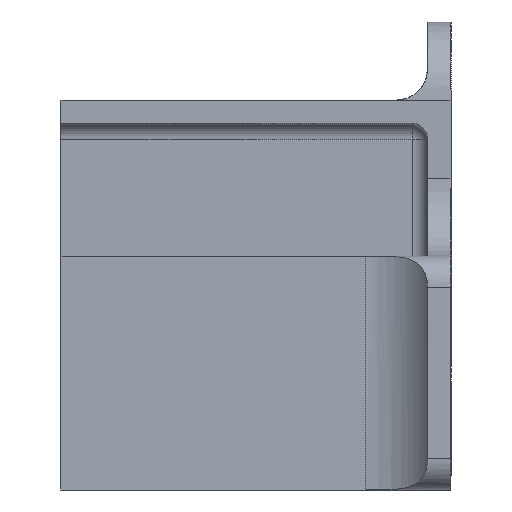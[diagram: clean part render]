
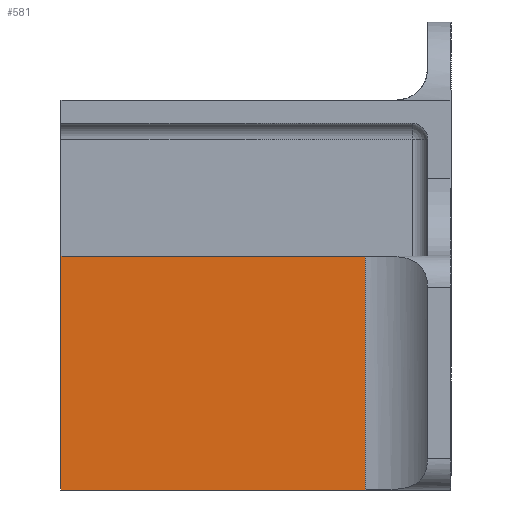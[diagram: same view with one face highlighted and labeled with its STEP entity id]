
A CAD part, left-side view. The second image highlights one B-rep face of the part: STEP entity #581.
In plain terms, the highlighted planar face has unit normal (-1, 0, 0).
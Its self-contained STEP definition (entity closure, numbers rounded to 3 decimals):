
#1 = CARTESIAN_POINT ( 'NONE',  ( 0., 0., 30. ) ) ;
#16 = VECTOR ( 'NONE', #367, 1000. ) ;
#23 = DIRECTION ( 'NONE',  ( 0., 0., -1. ) ) ;
#27 = FACE_OUTER_BOUND ( 'NONE', #215, .T. ) ;
#36 = EDGE_CURVE ( 'NONE', #1101, #1111, #1343, .T. ) ;
#72 = DIRECTION ( 'NONE',  ( 0., 1., 0. ) ) ;
#190 = LINE ( 'NONE', #1390, #457 ) ;
#215 = EDGE_LOOP ( 'NONE', ( #454, #952, #1333, #1066 ) ) ;
#231 = VERTEX_POINT ( 'NONE', #1161 ) ;
#256 = DIRECTION ( 'NONE',  ( 0., -1., 0. ) ) ;
#367 = DIRECTION ( 'NONE',  ( 0., 1., 0. ) ) ;
#410 = EDGE_CURVE ( 'NONE', #1111, #1186, #1278, .T. ) ;
#454 = ORIENTED_EDGE ( 'NONE', *, *, #757, .F. ) ;
#457 = VECTOR ( 'NONE', #72, 1000. ) ;
#515 = PLANE ( 'NONE',  #898 ) ;
#535 = CARTESIAN_POINT ( 'NONE',  ( 0., 50., 30. ) ) ;
#581 = ADVANCED_FACE ( 'NONE', ( #27 ), #515, .T. ) ;
#584 = LINE ( 'NONE', #1088, #1264 ) ;
#709 = CARTESIAN_POINT ( 'NONE',  ( 0., 11., 30. ) ) ;
#743 = CARTESIAN_POINT ( 'NONE',  ( 0., 50., 30. ) ) ;
#757 = EDGE_CURVE ( 'NONE', #231, #1186, #190, .T. ) ;
#898 = AXIS2_PLACEMENT_3D ( 'NONE', #1, #994, #256 ) ;
#952 = ORIENTED_EDGE ( 'NONE', *, *, #1522, .T. ) ;
#994 = DIRECTION ( 'NONE',  ( -1., 0., 0. ) ) ;
#1066 = ORIENTED_EDGE ( 'NONE', *, *, #410, .T. ) ;
#1088 = CARTESIAN_POINT ( 'NONE',  ( 0., 11., 30. ) ) ;
#1101 = VERTEX_POINT ( 'NONE', #709 ) ;
#1111 = VERTEX_POINT ( 'NONE', #743 ) ;
#1114 = CARTESIAN_POINT ( 'NONE',  ( 0., 0., 30. ) ) ;
#1161 = CARTESIAN_POINT ( 'NONE',  ( 0., 11., 0. ) ) ;
#1186 = VERTEX_POINT ( 'NONE', #1507 ) ;
#1264 = VECTOR ( 'NONE', #1570, 1000. ) ;
#1278 = LINE ( 'NONE', #535, #1530 ) ;
#1333 = ORIENTED_EDGE ( 'NONE', *, *, #36, .T. ) ;
#1343 = LINE ( 'NONE', #1114, #16 ) ;
#1390 = CARTESIAN_POINT ( 'NONE',  ( 0., 0., 0. ) ) ;
#1507 = CARTESIAN_POINT ( 'NONE',  ( 0., 50., 0. ) ) ;
#1522 = EDGE_CURVE ( 'NONE', #231, #1101, #584, .T. ) ;
#1530 = VECTOR ( 'NONE', #23, 1000. ) ;
#1570 = DIRECTION ( 'NONE',  ( 0., 0., 1. ) ) ;
